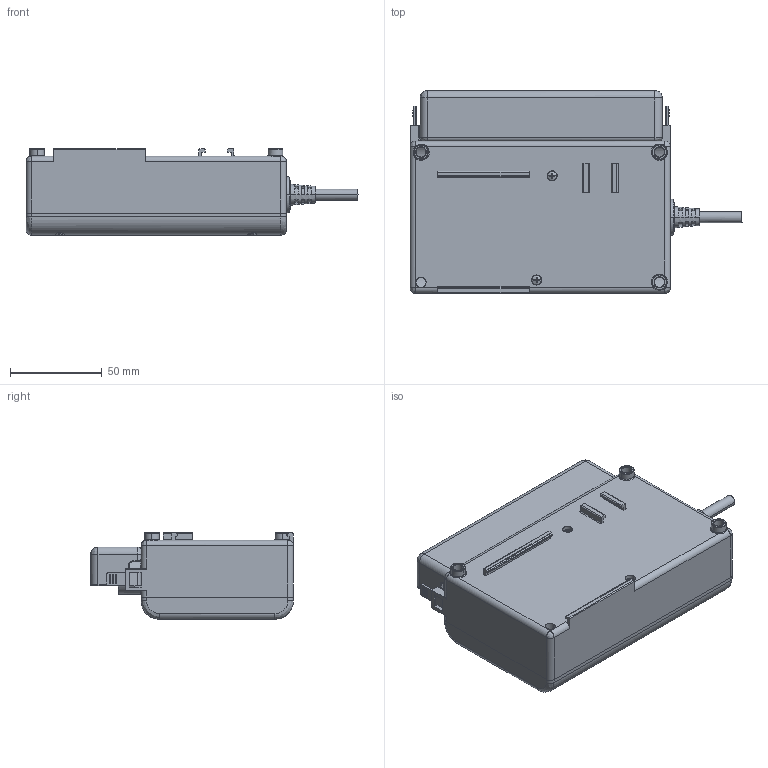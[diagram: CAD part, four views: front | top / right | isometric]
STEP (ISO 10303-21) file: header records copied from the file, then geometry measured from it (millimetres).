
FILE_DESCRIPTION (( 'STEP AP203' ), '1' );
FILE_NAME ('CS2.STEP', '2021-09-29T05:52:24', ( '' ), ( '' ), 'SwSTEP 2.0', 'SolidWorks 2015', '' );
FILE_SCHEMA (( 'CONFIG_CONTROL_DESIGN' ));
Length unit declared in the file: millimetre
Products named in the file (1): CS2
Bounding box: 181 x 110.5 x 47 mm (x, y, z)
Surface area: 67867.7 mm2 (no closed solid volume)
Topology: 0 solids, 5 shells, 521 faces, 1780 edges, 1219 vertices
Faces by surface type: plane 205, cylinder 194, bspline 115, cone 6, torus 1
Entity records: 28865 total; most frequent: CARTESIAN_POINT 16918, ORIENTED_EDGE 2966, EDGE_CURVE 1774, DIRECTION 1381, VERTEX_POINT 1219, B_SPLINE_CURVE_WITH_KNOTS 1034, EDGE_LOOP 554, ADVANCED_FACE 521
